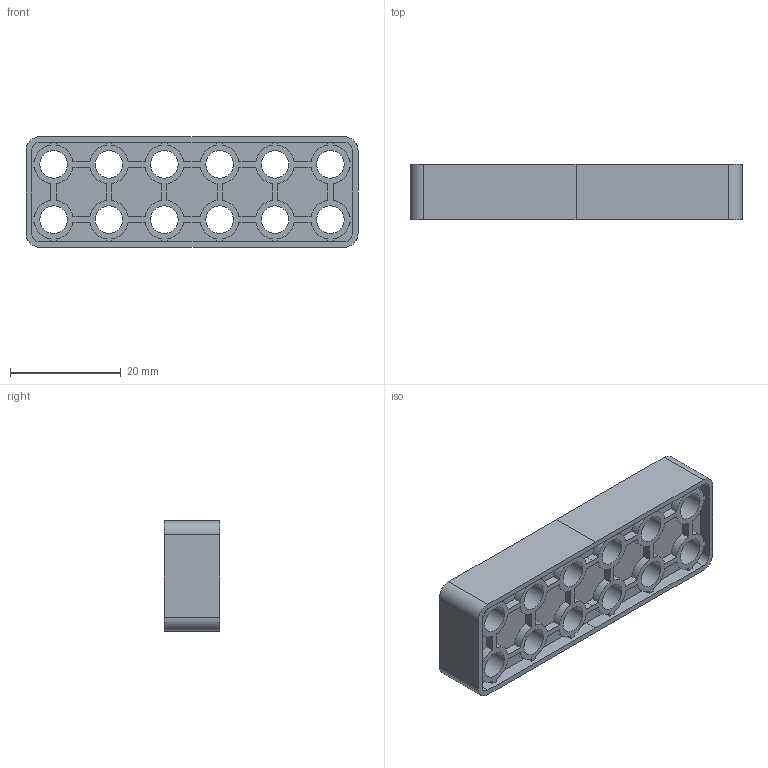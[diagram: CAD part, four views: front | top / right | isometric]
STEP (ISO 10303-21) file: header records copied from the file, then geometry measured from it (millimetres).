
FILE_DESCRIPTION(/* description */ ('Unknown'),/* implementation_level */ '2;1');
FILE_NAME(/* name */ '2x6',/* time_stamp */ '2018-06-25T19:17:46+02:00',/* author */ ('Unknown'),/* organization */ ('Unknown'),/* preprocessor_version */ 'ST-DEVELOPER v16.7',/* originating_system */ 'DEX',/* authorisation */ $);
FILE_SCHEMA (('AUTOMOTIVE_DESIGN {1 0 10303 214 3 1 1}'));
Length unit declared in the file: millimetre
Products named in the file (1): 2x6
Bounding box: 60 x 10 x 20 mm (x, y, z)
Volume: 6727.8 mm3; surface area: 6690.4 mm2
Topology: 1 solids, 1 shells, 320 faces, 918 edges, 612 vertices
Faces by surface type: plane 200, cylinder 120
Full cylindrical faces by diameter (mm): 5 x12
Entity records: 10500 total; most frequent: CARTESIAN_POINT 1839, ORIENTED_EDGE 1812, DIRECTION 1788, EDGE_CURVE 906, LINE 666, VECTOR 666, VERTEX_POINT 612, AXIS2_PLACEMENT_3D 561
